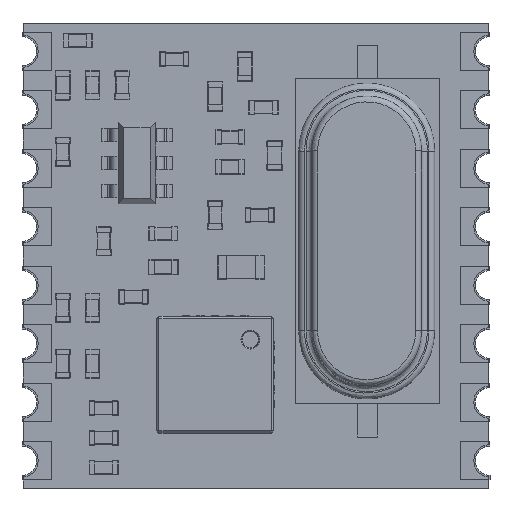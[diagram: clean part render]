
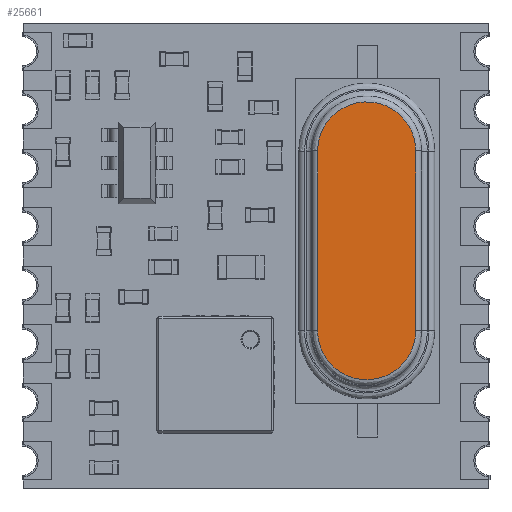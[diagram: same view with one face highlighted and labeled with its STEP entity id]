
A CAD part, top view. The second image highlights one B-rep face of the part: STEP entity #25661.
In plain terms, the highlighted planar face has unit normal (0, 0, 1).
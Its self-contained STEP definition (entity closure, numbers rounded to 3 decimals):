
#281 = AXIS2_PLACEMENT_3D ( 'NONE', #20219, #5691, #22694 ) ;
#314 = CARTESIAN_POINT ( 'NONE',  ( 1.7, -6.425, 5.08 ) ) ;
#1034 = VERTEX_POINT ( 'NONE', #28715 ) ;
#1096 = VERTEX_POINT ( 'NONE', #5016 ) ;
#1454 = FACE_OUTER_BOUND ( 'NONE', #19230, .T. ) ;
#1597 = ORIENTED_EDGE ( 'NONE', *, *, #2720, .F. ) ;
#1857 = DIRECTION ( 'NONE',  ( 0., 1., 0. ) ) ;
#2300 = EDGE_CURVE ( 'NONE', #1034, #29811, #10892, .T. ) ;
#2599 =( BOUNDED_CURVE ( )  B_SPLINE_CURVE ( 3, ( #14864, #314, #22227, #7676 ),
 .UNSPECIFIED., .F., .F. ) 
 B_SPLINE_CURVE_WITH_KNOTS ( ( 4, 4 ),
 ( 0., 1. ),
 .UNSPECIFIED. ) 
 CURVE ( )  GEOMETRIC_REPRESENTATION_ITEM ( )  RATIONAL_B_SPLINE_CURVE ( ( 1., 0.333, 0.333, 1. ) ) 
 REPRESENTATION_ITEM ( '' )  );
#2720 = EDGE_CURVE ( 'NONE', #1096, #15466, #6505, .T. ) ;
#4498 = CARTESIAN_POINT ( 'NONE',  ( -1.65, 6.425, 5.08 ) ) ;
#5016 = CARTESIAN_POINT ( 'NONE',  ( -1.65, -3.075, 5.08 ) ) ;
#5691 = DIRECTION ( 'NONE',  ( 0., 0., 1. ) ) ;
#6505 = LINE ( 'NONE', #30273, #12971 ) ;
#6607 = CARTESIAN_POINT ( 'NONE',  ( 1.7, -3.075, 5.08 ) ) ;
#7676 = CARTESIAN_POINT ( 'NONE',  ( -1.65, -3.075, 5.08 ) ) ;
#10892 = LINE ( 'NONE', #11314, #29534 ) ;
#11314 = CARTESIAN_POINT ( 'NONE',  ( 1.7, -3.075, 5.08 ) ) ;
#11527 = DIRECTION ( 'NONE',  ( 0., -1., 0. ) ) ;
#11822 = CARTESIAN_POINT ( 'NONE',  ( -1.65, 3.075, 5.08 ) ) ;
#11913 = EDGE_CURVE ( 'NONE', #15466, #1034, #26401, .T. ) ;
#12971 = VECTOR ( 'NONE', #1857, 1000. ) ;
#14016 = CARTESIAN_POINT ( 'NONE',  ( -1.65, 3.075, 5.08 ) ) ;
#14251 = CARTESIAN_POINT ( 'NONE',  ( 1.7, 6.425, 5.08 ) ) ;
#14864 = CARTESIAN_POINT ( 'NONE',  ( 1.7, -3.075, 5.08 ) ) ;
#15466 = VERTEX_POINT ( 'NONE', #14016 ) ;
#17007 = ORIENTED_EDGE ( 'NONE', *, *, #23107, .F. ) ;
#19230 = EDGE_LOOP ( 'NONE', ( #17007, #30427, #27915, #1597 ) ) ;
#20219 = CARTESIAN_POINT ( 'NONE',  ( 0.025, -3.075, 5.08 ) ) ;
#22227 = CARTESIAN_POINT ( 'NONE',  ( -1.65, -6.425, 5.08 ) ) ;
#22694 = DIRECTION ( 'NONE',  ( 1., 0., 0. ) ) ;
#23107 = EDGE_CURVE ( 'NONE', #29811, #1096, #2599, .T. ) ;
#25661 = ADVANCED_FACE ( 'NONE', ( #1454 ), #29813, .T. ) ;
#26401 =( BOUNDED_CURVE ( )  B_SPLINE_CURVE ( 3, ( #11822, #4498, #14251, #31301 ),
 .UNSPECIFIED., .F., .F. ) 
 B_SPLINE_CURVE_WITH_KNOTS ( ( 4, 4 ),
 ( 0., 1. ),
 .UNSPECIFIED. ) 
 CURVE ( )  GEOMETRIC_REPRESENTATION_ITEM ( )  RATIONAL_B_SPLINE_CURVE ( ( 1., 0.333, 0.333, 1. ) ) 
 REPRESENTATION_ITEM ( '' )  );
#27915 = ORIENTED_EDGE ( 'NONE', *, *, #11913, .F. ) ;
#28715 = CARTESIAN_POINT ( 'NONE',  ( 1.7, 3.075, 5.08 ) ) ;
#29534 = VECTOR ( 'NONE', #11527, 1000. ) ;
#29811 = VERTEX_POINT ( 'NONE', #6607 ) ;
#29813 = PLANE ( 'NONE',  #281 ) ;
#30273 = CARTESIAN_POINT ( 'NONE',  ( -1.65, -3.075, 5.08 ) ) ;
#30427 = ORIENTED_EDGE ( 'NONE', *, *, #2300, .F. ) ;
#31301 = CARTESIAN_POINT ( 'NONE',  ( 1.7, 3.075, 5.08 ) ) ;
